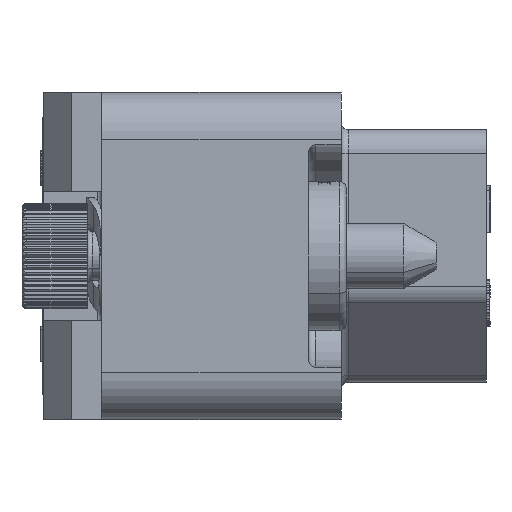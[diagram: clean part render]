
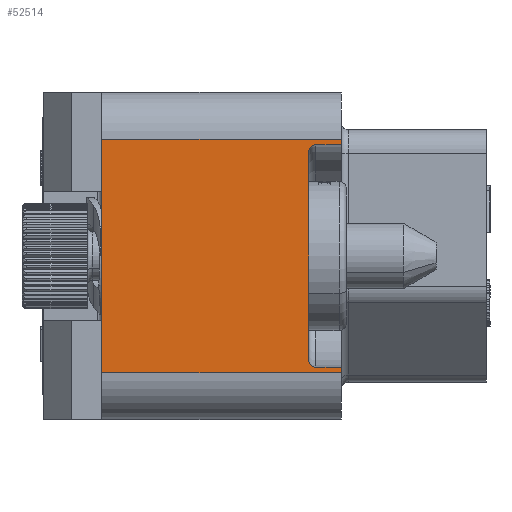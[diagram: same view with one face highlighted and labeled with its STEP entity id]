
A CAD part, left-side view. The second image highlights one B-rep face of the part: STEP entity #52514.
In plain terms, the highlighted planar face has unit normal (-1, 0, 0).
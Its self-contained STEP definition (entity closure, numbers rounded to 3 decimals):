
#3834=DIRECTION('',(0.,0.,-1.));
#3835=VECTOR('',#3834,10.);
#3836=CARTESIAN_POINT('',(-40.,10.25,5.));
#3837=LINE('',#3836,#3835);
#4375=DIRECTION('',(0.,-1.,0.));
#4376=VECTOR('',#4375,10.25);
#4377=CARTESIAN_POINT('',(-40.,10.25,5.));
#4378=LINE('',#4377,#4376);
#4581=DIRECTION('',(0.,1.,0.));
#4582=VECTOR('',#4581,10.25);
#4583=CARTESIAN_POINT('',(-40.,0.,-5.));
#4584=LINE('',#4583,#4582);
#4590=DIRECTION('',(0.,0.,1.));
#4591=VECTOR('',#4590,8.9);
#4592=CARTESIAN_POINT('',(-40.,1.4,-4.45));
#4593=LINE('',#4592,#4591);
#4594=DIRECTION('',(0.,1.,0.));
#4595=VECTOR('',#4594,1.1);
#4596=CARTESIAN_POINT('',(-40.,0.,-4.75));
#4597=LINE('',#4596,#4595);
#4598=DIRECTION('',(0.,0.,-1.));
#4599=VECTOR('',#4598,0.25);
#4600=CARTESIAN_POINT('',(-40.,0.,-4.75));
#4601=LINE('',#4600,#4599);
#4602=DIRECTION('',(0.,0.,-1.));
#4603=VECTOR('',#4602,0.25);
#4604=CARTESIAN_POINT('',(-40.,0.,5.));
#4605=LINE('',#4604,#4603);
#4606=DIRECTION('',(0.,1.,0.));
#4607=VECTOR('',#4606,1.1);
#4608=CARTESIAN_POINT('',(-40.,0.,4.75));
#4609=LINE('',#4608,#4607);
#4633=CARTESIAN_POINT('',(-40.,1.1,-4.45));
#4634=DIRECTION('',(1.,0.,0.));
#4635=DIRECTION('',(0.,0.,-1.));
#4636=AXIS2_PLACEMENT_3D('',#4633,#4634,#4635);
#4657=CARTESIAN_POINT('',(-40.,1.1,4.45));
#4658=DIRECTION('',(1.,0.,0.));
#4659=DIRECTION('',(0.,1.,0.));
#4660=AXIS2_PLACEMENT_3D('',#4657,#4658,#4659);
#40732=CARTESIAN_POINT('',(-40.,0.,5.));
#40733=VERTEX_POINT('',#40732);
#40734=CARTESIAN_POINT('',(-40.,10.25,5.));
#40735=VERTEX_POINT('',#40734);
#40740=CARTESIAN_POINT('',(-40.,10.25,-5.));
#40741=VERTEX_POINT('',#40740);
#40742=CARTESIAN_POINT('',(-40.,0.,-5.));
#40743=VERTEX_POINT('',#40742);
#40752=CARTESIAN_POINT('',(-40.,0.,-4.75));
#40754=VERTEX_POINT('',#40752);
#40758=CARTESIAN_POINT('',(-40.,0.,4.75));
#40759=VERTEX_POINT('',#40758);
#40969=CARTESIAN_POINT('',(-40.,1.4,-4.45));
#40971=VERTEX_POINT('',#40969);
#40973=CARTESIAN_POINT('',(-40.,1.1,-4.75));
#40975=VERTEX_POINT('',#40973);
#40980=CARTESIAN_POINT('',(-40.,1.4,4.45));
#40981=VERTEX_POINT('',#40980);
#40982=CARTESIAN_POINT('',(-40.,1.1,4.75));
#40983=VERTEX_POINT('',#40982);
#52492=CARTESIAN_POINT('',(-40.,0.,7.));
#52493=DIRECTION('',(-1.,0.,0.));
#52494=DIRECTION('',(0.,1.,0.));
#52495=AXIS2_PLACEMENT_3D('',#52492,#52493,#52494);
#52496=PLANE('',#52495);
#52498=ORIENTED_EDGE('',*,*,#52497,.F.);
#52500=ORIENTED_EDGE('',*,*,#52499,.F.);
#52502=ORIENTED_EDGE('',*,*,#52501,.F.);
#52503=ORIENTED_EDGE('',*,*,#52411,.T.);
#52504=ORIENTED_EDGE('',*,*,#52486,.T.);
#52505=ORIENTED_EDGE('',*,*,#51929,.F.);
#52506=ORIENTED_EDGE('',*,*,#52235,.T.);
#52507=ORIENTED_EDGE('',*,*,#52419,.T.);
#52509=ORIENTED_EDGE('',*,*,#52508,.T.);
#52511=ORIENTED_EDGE('',*,*,#52510,.F.);
#52512=EDGE_LOOP('',(#52498,#52500,#52502,#52503,#52504,#52505,#52506,#52507,
#52509,#52511));
#52513=FACE_OUTER_BOUND('',#52512,.F.);
#52514=ADVANCED_FACE('',(#52513),#52496,.T.);
#4637=CIRCLE('',#4636,0.3);
#4661=CIRCLE('',#4660,0.3);
#51929=EDGE_CURVE('',#40735,#40741,#3837,.T.);
#52235=EDGE_CURVE('',#40735,#40733,#4378,.T.);
#52411=EDGE_CURVE('',#40754,#40743,#4601,.T.);
#52419=EDGE_CURVE('',#40733,#40759,#4605,.T.);
#52486=EDGE_CURVE('',#40743,#40741,#4584,.T.);
#52497=EDGE_CURVE('',#40971,#40981,#4593,.T.);
#52499=EDGE_CURVE('',#40975,#40971,#4637,.T.);
#52501=EDGE_CURVE('',#40754,#40975,#4597,.T.);
#52508=EDGE_CURVE('',#40759,#40983,#4609,.T.);
#52510=EDGE_CURVE('',#40981,#40983,#4661,.T.);
